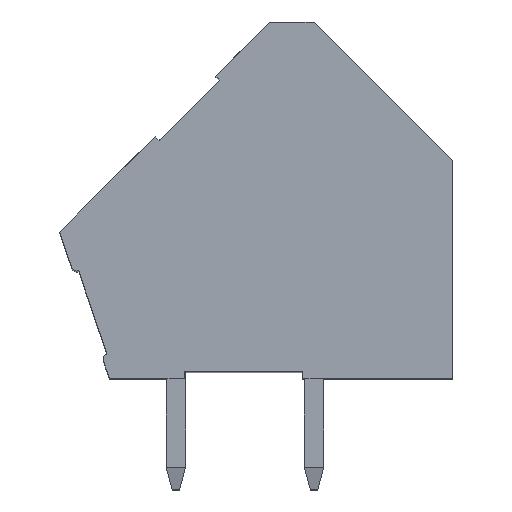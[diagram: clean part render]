
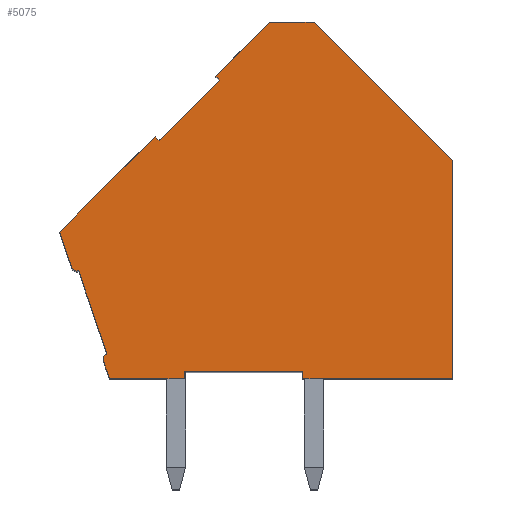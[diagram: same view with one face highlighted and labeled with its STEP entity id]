
A CAD part, top view. The second image highlights one B-rep face of the part: STEP entity #5075.
In plain terms, the highlighted planar face has unit normal (0, 0, 1).
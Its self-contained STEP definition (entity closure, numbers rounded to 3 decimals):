
#39=CIRCLE('',#5230,0.2);
#41=CIRCLE('',#5234,0.2);
#183=FACE_OUTER_BOUND('',#455,.T.);
#455=EDGE_LOOP('',(#3914,#3915,#3916,#3917,#3918,#3919,#3920,#3921,#3922,
#3923,#3924,#3925,#3926,#3927,#3928,#3929,#3930,#3931));
#625=LINE('',#6807,#1335);
#717=LINE('',#6992,#1427);
#738=LINE('',#7038,#1448);
#742=LINE('',#7050,#1452);
#745=LINE('',#7056,#1455);
#1001=LINE('',#7565,#1711);
#1015=LINE('',#7593,#1725);
#1016=LINE('',#7595,#1726);
#1017=LINE('',#7597,#1727);
#1018=LINE('',#7599,#1728);
#1019=LINE('',#7601,#1729);
#1020=LINE('',#7603,#1730);
#1021=LINE('',#7605,#1731);
#1022=LINE('',#7607,#1732);
#1023=LINE('',#7608,#1733);
#1024=LINE('',#7609,#1734);
#1335=VECTOR('',#5519,4.3);
#1427=VECTOR('',#5613,0.683);
#1448=VECTOR('',#5642,3.168);
#1452=VECTOR('',#5654,1.346);
#1455=VECTOR('',#5659,4.879);
#1711=VECTOR('',#6139,0.25);
#1725=VECTOR('',#6161,0.25);
#1726=VECTOR('',#6162,5.4);
#1727=VECTOR('',#6163,7.9);
#1728=VECTOR('',#6164,7.071);
#1729=VECTOR('',#6165,1.6);
#1730=VECTOR('',#6166,2.769);
#1731=VECTOR('',#6167,0.2);
#1732=VECTOR('',#6168,3.1);
#1733=VECTOR('',#6169,0.2);
#1734=VECTOR('',#6170,2.7);
#2045=VERTEX_POINT('',#6805);
#2046=VERTEX_POINT('',#6806);
#2137=VERTEX_POINT('',#6990);
#2138=VERTEX_POINT('',#6991);
#2157=VERTEX_POINT('',#7031);
#2159=VERTEX_POINT('',#7037);
#2161=VERTEX_POINT('',#7043);
#2163=VERTEX_POINT('',#7049);
#2165=VERTEX_POINT('',#7055);
#2306=VERTEX_POINT('',#7564);
#2316=VERTEX_POINT('',#7592);
#2317=VERTEX_POINT('',#7594);
#2318=VERTEX_POINT('',#7596);
#2319=VERTEX_POINT('',#7598);
#2320=VERTEX_POINT('',#7600);
#2321=VERTEX_POINT('',#7602);
#2322=VERTEX_POINT('',#7604);
#2323=VERTEX_POINT('',#7606);
#2513=EDGE_CURVE('',#2045,#2046,#625,.T.);
#2605=EDGE_CURVE('',#2137,#2138,#717,.T.);
#2625=EDGE_CURVE('',#2137,#2157,#39,.T.);
#2628=EDGE_CURVE('',#2157,#2159,#738,.T.);
#2631=EDGE_CURVE('',#2159,#2161,#41,.T.);
#2634=EDGE_CURVE('',#2161,#2163,#742,.T.);
#2637=EDGE_CURVE('',#2163,#2165,#745,.T.);
#2893=EDGE_CURVE('',#2046,#2306,#1001,.T.);
#2907=EDGE_CURVE('',#2316,#2045,#1015,.T.);
#2908=EDGE_CURVE('',#2317,#2316,#1016,.T.);
#2909=EDGE_CURVE('',#2318,#2317,#1017,.T.);
#2910=EDGE_CURVE('',#2319,#2318,#1018,.T.);
#2911=EDGE_CURVE('',#2320,#2319,#1019,.T.);
#2912=EDGE_CURVE('',#2321,#2320,#1020,.T.);
#2913=EDGE_CURVE('',#2322,#2321,#1021,.T.);
#2914=EDGE_CURVE('',#2323,#2322,#1022,.T.);
#2915=EDGE_CURVE('',#2165,#2323,#1023,.T.);
#2916=EDGE_CURVE('',#2306,#2138,#1024,.T.);
#3914=ORIENTED_EDGE('',*,*,#2907,.F.);
#3915=ORIENTED_EDGE('',*,*,#2908,.F.);
#3916=ORIENTED_EDGE('',*,*,#2909,.F.);
#3917=ORIENTED_EDGE('',*,*,#2910,.F.);
#3918=ORIENTED_EDGE('',*,*,#2911,.F.);
#3919=ORIENTED_EDGE('',*,*,#2912,.F.);
#3920=ORIENTED_EDGE('',*,*,#2913,.F.);
#3921=ORIENTED_EDGE('',*,*,#2914,.F.);
#3922=ORIENTED_EDGE('',*,*,#2915,.F.);
#3923=ORIENTED_EDGE('',*,*,#2637,.F.);
#3924=ORIENTED_EDGE('',*,*,#2634,.F.);
#3925=ORIENTED_EDGE('',*,*,#2631,.F.);
#3926=ORIENTED_EDGE('',*,*,#2628,.F.);
#3927=ORIENTED_EDGE('',*,*,#2625,.F.);
#3928=ORIENTED_EDGE('',*,*,#2605,.T.);
#3929=ORIENTED_EDGE('',*,*,#2916,.F.);
#3930=ORIENTED_EDGE('',*,*,#2893,.F.);
#3931=ORIENTED_EDGE('',*,*,#2513,.F.);
#4811=PLANE('',#5353);
#5075=ADVANCED_FACE('',(#183),#4811,.T.);
#5230=AXIS2_PLACEMENT_3D('',#7032,#5635,#5636);
#5234=AXIS2_PLACEMENT_3D('',#7044,#5647,#5648);
#5353=AXIS2_PLACEMENT_3D('',#7591,#6159,#6160);
#5519=DIRECTION('',(-1.,0.,0.));
#5613=DIRECTION('',(0.322,-0.947,0.));
#5635=DIRECTION('center_axis',(0.,0.,-1.));
#5636=DIRECTION('ref_axis',(0.322,-0.947,0.));
#5642=DIRECTION('',(-0.322,0.947,0.));
#5647=DIRECTION('center_axis',(0.,0.,-1.));
#5648=DIRECTION('ref_axis',(0.947,0.322,0.));
#5654=DIRECTION('',(-0.322,0.947,0.));
#5659=DIRECTION('',(0.707,0.707,0.));
#6139=DIRECTION('',(0.,-1.,0.));
#6159=DIRECTION('center_axis',(0.,0.,1.));
#6160=DIRECTION('ref_axis',(1.,0.,0.));
#6161=DIRECTION('',(0.,1.,0.));
#6162=DIRECTION('',(-1.,0.,0.));
#6163=DIRECTION('',(0.,-1.,0.));
#6164=DIRECTION('',(0.707,-0.707,0.));
#6165=DIRECTION('',(1.,0.,0.));
#6166=DIRECTION('',(0.707,0.707,0.));
#6167=DIRECTION('',(-0.707,0.707,0.));
#6168=DIRECTION('',(0.707,0.707,0.));
#6169=DIRECTION('',(0.707,-0.707,0.));
#6170=DIRECTION('',(-1.,0.,0.));
#6805=CARTESIAN_POINT('',(-5.4,0.25,17.5));
#6806=CARTESIAN_POINT('',(-9.7,0.25,17.5));
#6807=CARTESIAN_POINT('',(-9.108,0.25,17.5));
#6990=CARTESIAN_POINT('',(-12.62,0.646,17.5));
#6991=CARTESIAN_POINT('',(-12.4,0.,17.5));
#6992=CARTESIAN_POINT('',(-11.869,-1.565,17.5));
#7031=CARTESIAN_POINT('',(-12.494,0.9,17.5));
#7032=CARTESIAN_POINT('Origin',(-12.43,0.711,17.5));
#7037=CARTESIAN_POINT('',(-13.513,3.9,17.5));
#7038=CARTESIAN_POINT('',(-13.266,3.171,17.5));
#7043=CARTESIAN_POINT('',(-13.767,4.025,17.5));
#7044=CARTESIAN_POINT('Origin',(-13.578,4.089,17.5));
#7049=CARTESIAN_POINT('',(-14.2,5.3,17.5));
#7050=CARTESIAN_POINT('',(-13.704,3.839,17.5));
#7055=CARTESIAN_POINT('',(-10.75,8.75,17.5));
#7056=CARTESIAN_POINT('',(-10.984,8.516,17.5));
#7564=CARTESIAN_POINT('',(-9.7,0.,17.5));
#7565=CARTESIAN_POINT('',(-9.7,0.5,17.5));
#7591=CARTESIAN_POINT('Origin',(0.,0.,17.5));
#7592=CARTESIAN_POINT('',(-5.4,0.,17.5));
#7593=CARTESIAN_POINT('',(-5.4,0.,17.5));
#7594=CARTESIAN_POINT('',(0.,0.,17.5));
#7595=CARTESIAN_POINT('',(0.,0.,17.5));
#7596=CARTESIAN_POINT('',(0.,7.9,17.5));
#7597=CARTESIAN_POINT('',(0.,1.041,17.5));
#7598=CARTESIAN_POINT('',(-5.,12.9,17.5));
#7599=CARTESIAN_POINT('',(-0.948,8.848,17.5));
#7600=CARTESIAN_POINT('',(-6.6,12.9,17.5));
#7601=CARTESIAN_POINT('',(-6.158,12.9,17.5));
#7602=CARTESIAN_POINT('',(-8.558,10.942,17.5));
#7603=CARTESIAN_POINT('',(-8.909,10.591,17.5));
#7604=CARTESIAN_POINT('',(-8.416,10.801,17.5));
#7605=CARTESIAN_POINT('',(-6.606,8.991,17.5));
#7606=CARTESIAN_POINT('',(-10.608,8.609,17.5));
#7607=CARTESIAN_POINT('',(-9.747,9.47,17.5));
#7608=CARTESIAN_POINT('',(-8.727,6.728,17.5));
#7609=CARTESIAN_POINT('',(-9.7,0.,17.5));
